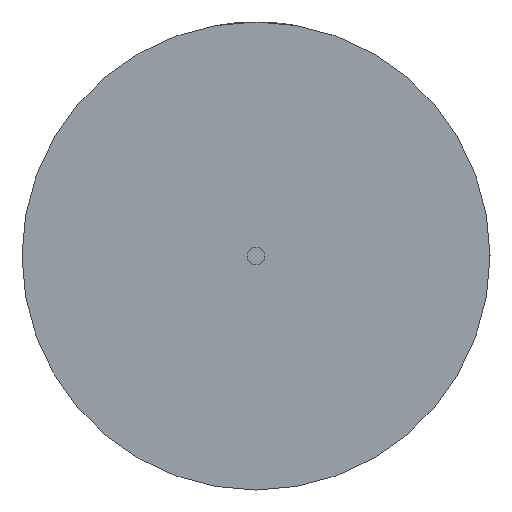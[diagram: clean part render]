
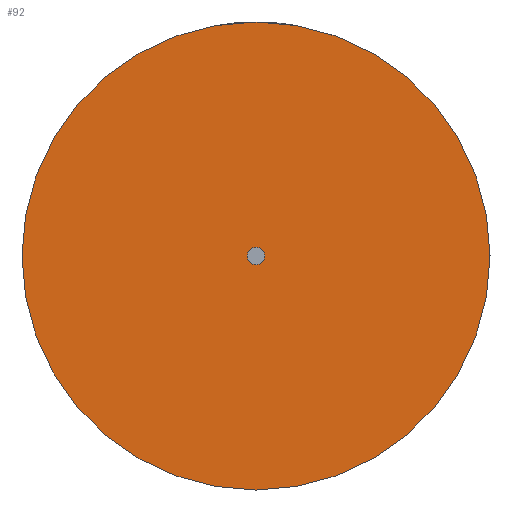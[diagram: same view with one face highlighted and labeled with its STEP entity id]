
A CAD part, left-side view. The second image highlights one B-rep face of the part: STEP entity #92.
In plain terms, the highlighted planar face has unit normal (-1, 0, 0).
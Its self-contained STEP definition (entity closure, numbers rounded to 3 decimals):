
#46 = PLANE ( 'NONE',  #1305 ) ;
#92 = ADVANCED_FACE ( 'NONE', ( #1190, #2575 ), #46, .T. ) ;
#238 = AXIS2_PLACEMENT_3D ( 'NONE', #262, #1777, #2792 ) ;
#262 = CARTESIAN_POINT ( 'NONE',  ( -0.005, 0., 0. ) ) ;
#366 = EDGE_LOOP ( 'NONE', ( #2716, #2217 ) ) ;
#371 = VERTEX_POINT ( 'NONE', #3181 ) ;
#464 = CIRCLE ( 'NONE', #2891, 16. ) ;
#509 = EDGE_CURVE ( 'NONE', #1127, #2289, #2208, .T. ) ;
#614 = VERTEX_POINT ( 'NONE', #2590 ) ;
#732 = DIRECTION ( 'NONE',  ( -1., 0., 0. ) ) ;
#859 = CIRCLE ( 'NONE', #2929, 0.6 ) ;
#905 = ORIENTED_EDGE ( 'NONE', *, *, #2243, .T. ) ;
#962 = CIRCLE ( 'NONE', #2430, 16. ) ;
#1127 = VERTEX_POINT ( 'NONE', #2291 ) ;
#1190 = FACE_OUTER_BOUND ( 'NONE', #1522, .T. ) ;
#1240 = CARTESIAN_POINT ( 'NONE',  ( -0.005, 0., 0. ) ) ;
#1282 = CARTESIAN_POINT ( 'NONE',  ( -0.005, 0., 0. ) ) ;
#1305 = AXIS2_PLACEMENT_3D ( 'NONE', #1282, #2573, #1813 ) ;
#1347 = DIRECTION ( 'NONE',  ( 0., 0., 1. ) ) ;
#1379 = EDGE_CURVE ( 'NONE', #2289, #1127, #859, .T. ) ;
#1522 = EDGE_LOOP ( 'NONE', ( #2520, #905 ) ) ;
#1696 = CARTESIAN_POINT ( 'NONE',  ( -0.005, 0., -0.6 ) ) ;
#1777 = DIRECTION ( 'NONE',  ( -1., 0., 0. ) ) ;
#1813 = DIRECTION ( 'NONE',  ( 0., 0., 1. ) ) ;
#2084 = CARTESIAN_POINT ( 'NONE',  ( -0.005, 0., 0. ) ) ;
#2197 = CARTESIAN_POINT ( 'NONE',  ( -0.005, 0., 0. ) ) ;
#2208 = CIRCLE ( 'NONE', #238, 0.6 ) ;
#2217 = ORIENTED_EDGE ( 'NONE', *, *, #509, .F. ) ;
#2243 = EDGE_CURVE ( 'NONE', #371, #614, #962, .T. ) ;
#2289 = VERTEX_POINT ( 'NONE', #1696 ) ;
#2291 = CARTESIAN_POINT ( 'NONE',  ( -0.005, 0., 0.6 ) ) ;
#2430 = AXIS2_PLACEMENT_3D ( 'NONE', #2197, #2481, #2696 ) ;
#2481 = DIRECTION ( 'NONE',  ( -1., 0., 0. ) ) ;
#2520 = ORIENTED_EDGE ( 'NONE', *, *, #2750, .T. ) ;
#2573 = DIRECTION ( 'NONE',  ( -1., 0., 0. ) ) ;
#2575 = FACE_BOUND ( 'NONE', #366, .T. ) ;
#2590 = CARTESIAN_POINT ( 'NONE',  ( -0.005, 0., -16. ) ) ;
#2696 = DIRECTION ( 'NONE',  ( 0., 0., 1. ) ) ;
#2716 = ORIENTED_EDGE ( 'NONE', *, *, #1379, .F. ) ;
#2750 = EDGE_CURVE ( 'NONE', #614, #371, #464, .T. ) ;
#2792 = DIRECTION ( 'NONE',  ( 0., 0., 1. ) ) ;
#2860 = DIRECTION ( 'NONE',  ( -1., 0., 0. ) ) ;
#2891 = AXIS2_PLACEMENT_3D ( 'NONE', #2084, #2860, #1347 ) ;
#2929 = AXIS2_PLACEMENT_3D ( 'NONE', #1240, #732, #2981 ) ;
#2981 = DIRECTION ( 'NONE',  ( 0., 0., 1. ) ) ;
#3181 = CARTESIAN_POINT ( 'NONE',  ( -0.005, 0., 16. ) ) ;
